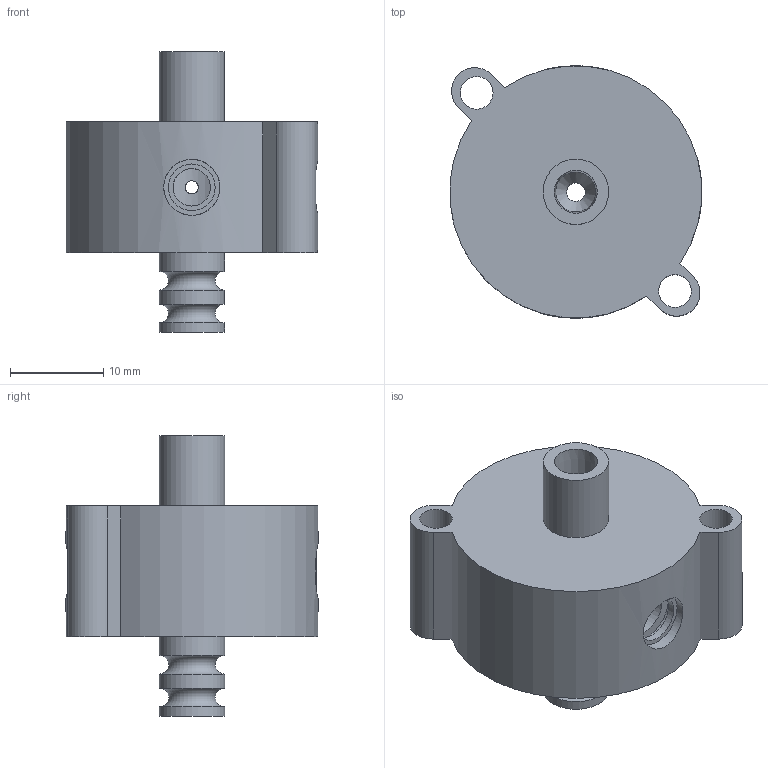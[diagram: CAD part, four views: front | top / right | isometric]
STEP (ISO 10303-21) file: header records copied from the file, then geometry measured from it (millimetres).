
FILE_DESCRIPTION(/* description */ (''),/* implementation_level */ '2;1');
FILE_NAME(/* name */ 'Measurement_Chamber_fixed.step',/* time_stamp */ '2021-06-23T10:11:24+02:00',/* author */ (''),/* organization */ (''),/* preprocessor_version */ 'ST-DEVELOPER v18.1',/* originating_system */ 'Autodesk Translation Framework v10.9.0.1377',/* authorisation */ '');
FILE_SCHEMA (('AUTOMOTIVE_DESIGN { 1 0 10303 214 3 1 1 }'));
Length unit declared in the file: millimetre
Products named in the file (1): Messkammer_Fix_5mm_PHT_V3.1
Bounding box: 26.96 x 27 x 30 mm (x, y, z)
Volume: 7543.3 mm3; surface area: 4336.5 mm2
Topology: 1 solids, 1 shells, 65 faces, 129 edges, 84 vertices
Faces by surface type: cylinder 34, plane 26, cone 3, torus 2
Full cylindrical faces by diameter (mm): 1.4 x1, 2 x1, 3.5 x2, 4 x2, 5 x9, 6 x3, 7 x10
Entity records: 1947 total; most frequent: CARTESIAN_POINT 488, DIRECTION 319, ORIENTED_EDGE 258, AXIS2_PLACEMENT_3D 136, EDGE_CURVE 129, EDGE_LOOP 95, VERTEX_POINT 84, CIRCLE 70
